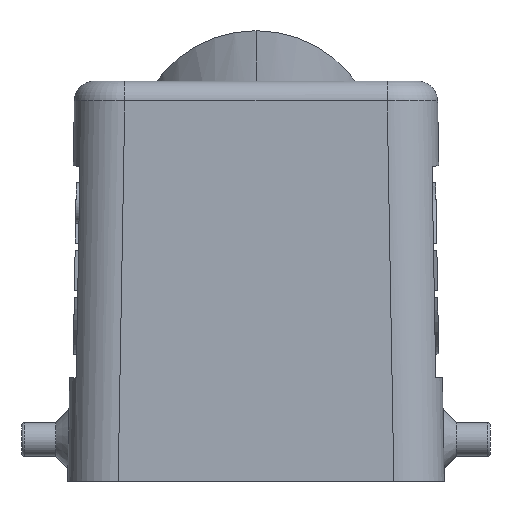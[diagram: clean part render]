
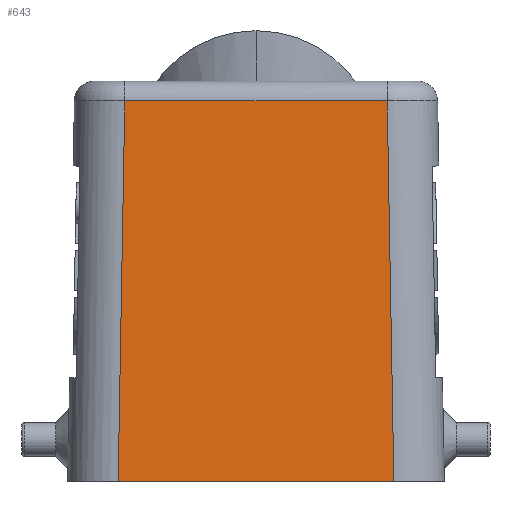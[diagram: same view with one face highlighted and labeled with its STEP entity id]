
A CAD part, left-side view. The second image highlights one B-rep face of the part: STEP entity #643.
In plain terms, the highlighted planar face has unit normal (-1, 0, 0.018).
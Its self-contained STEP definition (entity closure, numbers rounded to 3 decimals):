
#145=PLANE('',#6641);
#643=ADVANCED_FACE('NONE',(#1125),#145,.T.);
#1125=FACE_OUTER_BOUND('',#1489,.T.);
#1489=EDGE_LOOP('',(#2577,#2578,#2579,#2580));
#2577=ORIENTED_EDGE('',*,*,#4527,.T.);
#2578=ORIENTED_EDGE('',*,*,#4836,.T.);
#2579=ORIENTED_EDGE('',*,*,#4837,.F.);
#2580=ORIENTED_EDGE('',*,*,#4512,.F.);
#3907=VERTEX_POINT('',#8896);
#3908=VERTEX_POINT('',#8898);
#3917=VERTEX_POINT('',#8952);
#4134=VERTEX_POINT('',#10012);
#4512=EDGE_CURVE('NONE',#3907,#3908,#5407,.T.);
#4527=EDGE_CURVE('NONE',#3907,#3917,#5413,.T.);
#4836=EDGE_CURVE('NONE',#3917,#4134,#5632,.T.);
#4837=EDGE_CURVE('NONE',#3908,#4134,#5633,.T.);
#5407=LINE('',#8897,#5982);
#5413=LINE('',#8953,#5988);
#5632=LINE('',#10011,#6210);
#5633=LINE('',#10013,#6211);
#5982=VECTOR('',#7125,1.);
#5988=VECTOR('',#7135,1.);
#6210=VECTOR('',#7599,1.);
#6211=VECTOR('',#7600,1.);
#6641=AXIS2_PLACEMENT_3D('',#10014,#7601,#7602);
#7125=DIRECTION('',(0.,1.,0.));
#7135=DIRECTION('',(0.017,0.017,1.));
#7599=DIRECTION('',(0.,1.,0.));
#7600=DIRECTION('',(0.017,-0.017,1.));
#7601=DIRECTION('',(-1.,0.,0.017));
#7602=DIRECTION('',(0.017,0.,1.));
#8896=CARTESIAN_POINT('',(-40.9,-20.501,-59.5));
#8897=CARTESIAN_POINT('',(-40.9,-28.,-59.5));
#8898=CARTESIAN_POINT('',(-40.9,20.501,-59.5));
#8952=CARTESIAN_POINT('',(-39.913,-19.514,-2.948));
#8953=CARTESIAN_POINT('',(-40.9,-20.501,-59.5));
#10011=CARTESIAN_POINT('',(-39.913,-30.387,-2.948));
#10012=CARTESIAN_POINT('',(-39.913,19.514,-2.948));
#10013=CARTESIAN_POINT('',(-40.903,20.504,-59.681));
#10014=CARTESIAN_POINT('',(-40.9,-30.387,-59.5));
